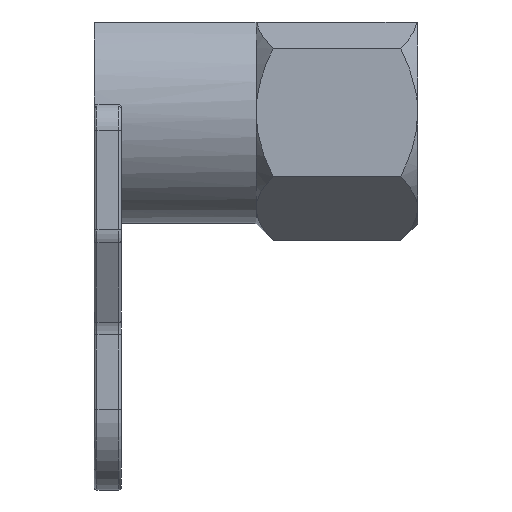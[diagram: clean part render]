
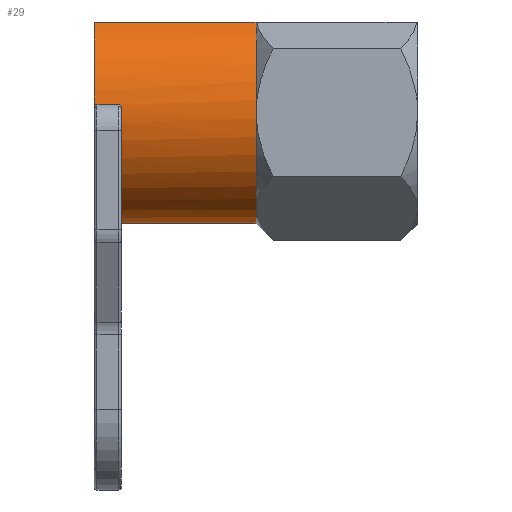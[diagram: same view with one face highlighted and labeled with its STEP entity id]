
A CAD part, left-side view. The second image highlights one B-rep face of the part: STEP entity #29.
In plain terms, the highlighted cylindrical face has radius 20.568 mm (diameter 41.136 mm), a partial arc.
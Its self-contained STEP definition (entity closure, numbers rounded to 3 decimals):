
#29 = ADVANCED_FACE ( 'NONE', ( #542 ), #541, .T. ) ;
#30 = EDGE_LOOP ( 'NONE', ( #2868, #39, #37, #36, #2949, #2940, #2941, #2910, #2908, #2935 ) ) ;
#35 = VERTEX_POINT ( 'NONE', #525 ) ;
#36 = ORIENTED_EDGE ( 'NONE', *, *, #2951, .T. ) ;
#37 = ORIENTED_EDGE ( 'NONE', *, *, #38, .T. ) ;
#38 = EDGE_CURVE ( 'NONE', #40, #35, #523, .T. ) ;
#39 = ORIENTED_EDGE ( 'NONE', *, *, #42, .T. ) ;
#40 = VERTEX_POINT ( 'NONE', #524 ) ;
#41 = VERTEX_POINT ( 'NONE', #518 ) ;
#42 = EDGE_CURVE ( 'NONE', #2864, #40, #577, .T. ) ;
#518 = CARTESIAN_POINT ( 'NONE',  ( -20.471, 60., -2. ) ) ;
#519 = DIRECTION ( 'NONE',  ( 0., 0., 1. ) ) ;
#520 = DIRECTION ( 'NONE',  ( 0., 1., 0. ) ) ;
#521 = CARTESIAN_POINT ( 'NONE',  ( 0., 30., 0. ) ) ;
#522 = AXIS2_PLACEMENT_3D ( 'NONE', #521, #520, #519 ) ;
#523 = CIRCLE ( 'NONE', #522, 20.568 ) ;
#524 = CARTESIAN_POINT ( 'NONE',  ( 0., 30., -20.568 ) ) ;
#525 = CARTESIAN_POINT ( 'NONE',  ( -11.849, 30., 16.812 ) ) ;
#536 = DIRECTION ( 'NONE',  ( 0., 0., -1. ) ) ;
#537 = DIRECTION ( 'NONE',  ( 0., -1., 0. ) ) ;
#538 = CARTESIAN_POINT ( 'NONE',  ( 0., 60., 0. ) ) ;
#539 = AXIS2_PLACEMENT_3D ( 'NONE', #538, #537, #536 ) ;
#541 = CYLINDRICAL_SURFACE ( 'NONE', #539, 20.568 ) ;
#542 = FACE_OUTER_BOUND ( 'NONE', #30, .T. ) ;
#574 = DIRECTION ( 'NONE',  ( 0., -1., 0. ) ) ;
#575 = VECTOR ( 'NONE', #574, 1000. ) ;
#576 = CARTESIAN_POINT ( 'NONE',  ( 0., 60., -20.568 ) ) ;
#577 = LINE ( 'NONE', #576, #575 ) ;
#1937 = DIRECTION ( 'NONE',  ( 0., 0., 1. ) ) ;
#1938 = DIRECTION ( 'NONE',  ( 0., 1., 0. ) ) ;
#1939 = CARTESIAN_POINT ( 'NONE',  ( 0., 60., 0. ) ) ;
#1940 = AXIS2_PLACEMENT_3D ( 'NONE', #1939, #1938, #1937 ) ;
#1941 = CIRCLE ( 'NONE', #1940, 20.568 ) ;
#1942 = CARTESIAN_POINT ( 'NONE',  ( 0., 60., -20.568 ) ) ;
#1986 = CARTESIAN_POINT ( 'NONE',  ( -20.546, 55., 0.961 ) ) ;
#1987 = CARTESIAN_POINT ( 'NONE',  ( -20.539, 55., 1.098 ) ) ;
#1988 = CARTESIAN_POINT ( 'NONE',  ( -20.531, 55.049, 1.234 ) ) ;
#1989 = CARTESIAN_POINT ( 'NONE',  ( -20.518, 55.23, 1.436 ) ) ;
#1990 = CARTESIAN_POINT ( 'NONE',  ( -20.513, 55.362, 1.5 ) ) ;
#1991 = CARTESIAN_POINT ( 'NONE',  ( -20.513, 55.5, 1.5 ) ) ;
#1993 = CARTESIAN_POINT ( 'NONE',  ( -20.546, 55., 0.961 ) ) ;
#1994 = B_SPLINE_CURVE_WITH_KNOTS ( 'NONE', 3,
 ( #1991, #1990, #1989, #1988, #1987, #1986 ),
 .UNSPECIFIED., .F., .F.,
 ( 4, 2, 4 ),
 ( 0., 0., 0.001 ),
 .UNSPECIFIED. ) ;
#1995 = CARTESIAN_POINT ( 'NONE',  ( -20.513, 55.5, 1.5 ) ) ;
#2009 = CARTESIAN_POINT ( 'NONE',  ( -20.513, 59.5, 1.5 ) ) ;
#2010 = CARTESIAN_POINT ( 'NONE',  ( -20.513, 59.638, 1.5 ) ) ;
#2011 = CARTESIAN_POINT ( 'NONE',  ( -20.518, 59.77, 1.437 ) ) ;
#2012 = CARTESIAN_POINT ( 'NONE',  ( -20.531, 59.952, 1.233 ) ) ;
#2013 = CARTESIAN_POINT ( 'NONE',  ( -20.539, 60., 1.098 ) ) ;
#2014 = CARTESIAN_POINT ( 'NONE',  ( -20.546, 60., 0.961 ) ) ;
#2017 = B_SPLINE_CURVE_WITH_KNOTS ( 'NONE', 3,
 ( #2014, #2013, #2012, #2011, #2010, #2009 ),
 .UNSPECIFIED., .F., .F.,
 ( 4, 2, 4 ),
 ( 0., 0., 0.001 ),
 .UNSPECIFIED. ) ;
#2028 = CARTESIAN_POINT ( 'NONE',  ( -20.471, 55., -2. ) ) ;
#2029 = DIRECTION ( 'NONE',  ( 0., 1., 0. ) ) ;
#2030 = VECTOR ( 'NONE', #2029, 1000. ) ;
#2031 = CARTESIAN_POINT ( 'NONE',  ( -20.471, -0.04, -2. ) ) ;
#2032 = LINE ( 'NONE', #2031, #2030 ) ;
#2038 = LINE ( 'NONE', #2100, #2099 ) ;
#2039 = DIRECTION ( 'NONE',  ( 0., 0., 1. ) ) ;
#2040 = DIRECTION ( 'NONE',  ( 0., 1., 0. ) ) ;
#2041 = CARTESIAN_POINT ( 'NONE',  ( 0., 60., 0. ) ) ;
#2042 = AXIS2_PLACEMENT_3D ( 'NONE', #2041, #2040, #2039 ) ;
#2043 = CIRCLE ( 'NONE', #2042, 20.568 ) ;
#2044 = CARTESIAN_POINT ( 'NONE',  ( -20.546, 60., 0.961 ) ) ;
#2049 = CARTESIAN_POINT ( 'NONE',  ( -11.849, 60., 16.812 ) ) ;
#2053 = DIRECTION ( 'NONE',  ( 0., -1., 0. ) ) ;
#2054 = VECTOR ( 'NONE', #2053, 1000. ) ;
#2055 = CARTESIAN_POINT ( 'NONE',  ( -20.513, 60., 1.5 ) ) ;
#2056 = LINE ( 'NONE', #2055, #2054 ) ;
#2058 = CARTESIAN_POINT ( 'NONE',  ( -20.513, 59.5, 1.5 ) ) ;
#2060 = DIRECTION ( 'NONE',  ( 0., 0., 1. ) ) ;
#2061 = DIRECTION ( 'NONE',  ( 0., -1., 0. ) ) ;
#2062 = CARTESIAN_POINT ( 'NONE',  ( 0., 55., 0. ) ) ;
#2063 = AXIS2_PLACEMENT_3D ( 'NONE', #2062, #2061, #2060 ) ;
#2064 = CIRCLE ( 'NONE', #2063, 20.568 ) ;
#2098 = DIRECTION ( 'NONE',  ( 0., 1., 0. ) ) ;
#2099 = VECTOR ( 'NONE', #2098, 1000. ) ;
#2100 = CARTESIAN_POINT ( 'NONE',  ( -11.849, 30., 16.812 ) ) ;
#2864 = VERTEX_POINT ( 'NONE', #1942 ) ;
#2865 = EDGE_CURVE ( 'NONE', #2864, #41, #1941, .T. ) ;
#2868 = ORIENTED_EDGE ( 'NONE', *, *, #2865, .F. ) ;
#2908 = ORIENTED_EDGE ( 'NONE', *, *, #2936, .T. ) ;
#2909 = VERTEX_POINT ( 'NONE', #1995 ) ;
#2910 = ORIENTED_EDGE ( 'NONE', *, *, #2911, .T. ) ;
#2911 = EDGE_CURVE ( 'NONE', #2909, #2912, #1994, .T. ) ;
#2912 = VERTEX_POINT ( 'NONE', #1993 ) ;
#2922 = EDGE_CURVE ( 'NONE', #2923, #41, #2032, .T. ) ;
#2923 = VERTEX_POINT ( 'NONE', #2028 ) ;
#2929 = EDGE_CURVE ( 'NONE', #2948, #2939, #2017, .T. ) ;
#2935 = ORIENTED_EDGE ( 'NONE', *, *, #2922, .T. ) ;
#2936 = EDGE_CURVE ( 'NONE', #2912, #2923, #2064, .T. ) ;
#2939 = VERTEX_POINT ( 'NONE', #2058 ) ;
#2940 = ORIENTED_EDGE ( 'NONE', *, *, #2929, .T. ) ;
#2941 = ORIENTED_EDGE ( 'NONE', *, *, #2943, .T. ) ;
#2943 = EDGE_CURVE ( 'NONE', #2939, #2909, #2056, .T. ) ;
#2946 = VERTEX_POINT ( 'NONE', #2049 ) ;
#2947 = EDGE_CURVE ( 'NONE', #2948, #2946, #2043, .T. ) ;
#2948 = VERTEX_POINT ( 'NONE', #2044 ) ;
#2949 = ORIENTED_EDGE ( 'NONE', *, *, #2947, .F. ) ;
#2951 = EDGE_CURVE ( 'NONE', #35, #2946, #2038, .T. ) ;
